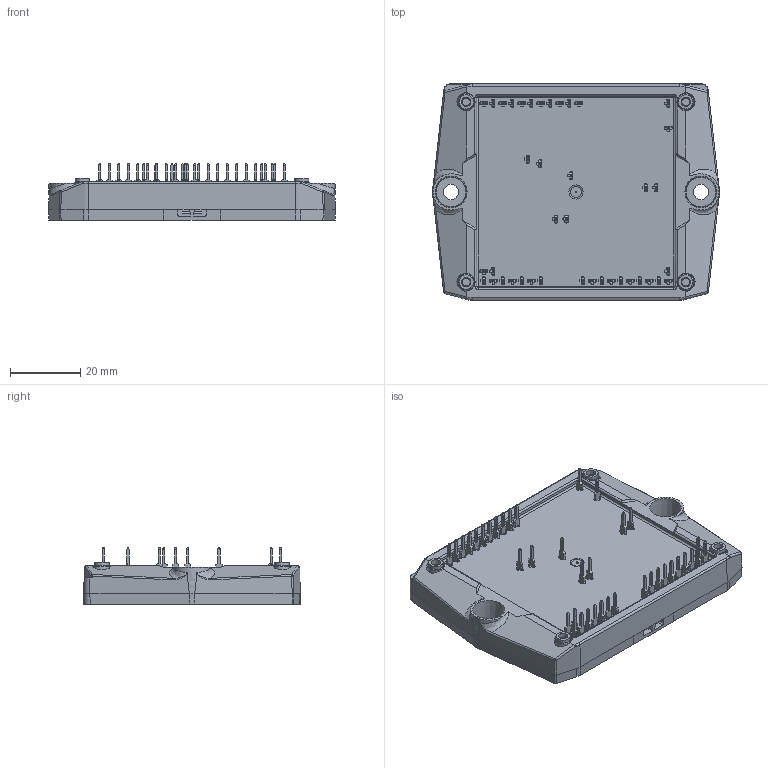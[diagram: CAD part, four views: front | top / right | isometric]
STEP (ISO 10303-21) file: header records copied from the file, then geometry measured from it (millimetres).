
FILE_DESCRIPTION(/* description */ ('Unknown','CAx-IF Rec.Pracs.---Representation and Presentation of Product Manufacturing Information (PMI)---4.0---2014-10-13','CAx-IF Rec.Pracs.---3D Tessellated Geometry---0.4---2014-09-14','2;1'),/* implementation_level */ '2;1');
FILE_NAME(/* name */ 'FlowS3-4T120ZA-PE20(400)-02-OL',/* time_stamp */ '2024-10-07T17:02:35+02:00',/* author */ ('Unknown'),/* organization */ ('Unknown'),/* preprocessor_version */ 'ST-DEVELOPER v18.104',/* originating_system */ 'Solid Edge',/* authorisation */ 'Unknown');
FILE_SCHEMA (('AP242_MANAGED_MODEL_BASED_3D_ENGINEERING_MIM_LF { 1 0 10303 442 1 1 4 }'));
Products named in the file (1): FlowS3-4T120ZA-PE20-OL
Bounding box: 81.54 x 61.55 x 16.14 mm (x, y, z)
Volume: 41332 mm3; surface area: 19280.1 mm2
Topology: 1 solids, 1 shells, 2452 faces, 6858 edges, 4515 vertices
Faces by surface type: plane 1304, cylinder 794, cone 236, bspline 101, torus 9, sphere 8
Full cylindrical faces by diameter (mm): 0.5 x1, 4 x1, 4.082 x4, 4.4 x2, 10.4 x2
Entity records: 99642 total; most frequent: CARTESIAN_POINT 19143, ORIENTED_EDGE 13588, DIRECTION 12967, EDGE_CURVE 6794, VERTEX_POINT 4497, AXIS2_PLACEMENT_3D 4389, LINE 4189, VECTOR 4189
